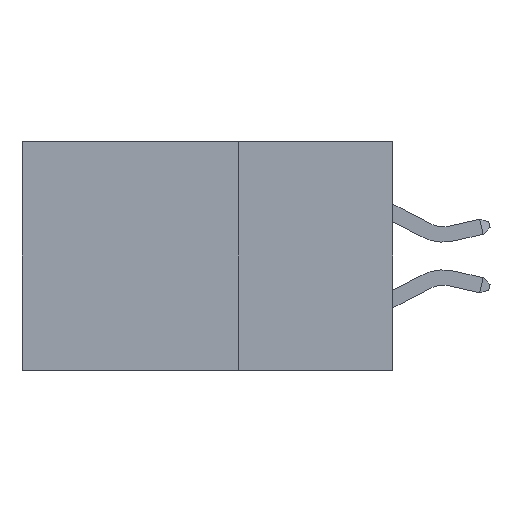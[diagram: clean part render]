
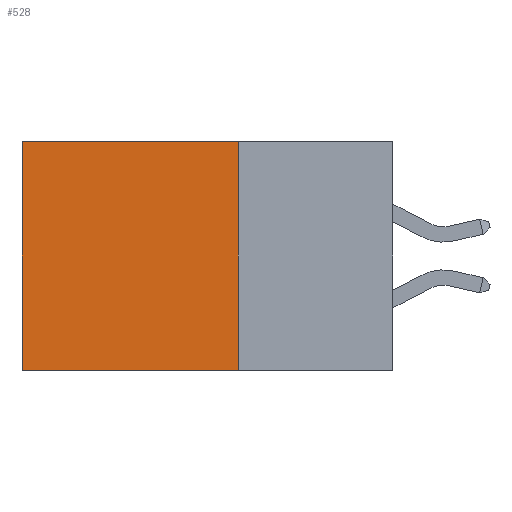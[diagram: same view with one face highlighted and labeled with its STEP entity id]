
A CAD part, left-side view. The second image highlights one B-rep face of the part: STEP entity #528.
In plain terms, the highlighted planar face has unit normal (-1, 0, 0).
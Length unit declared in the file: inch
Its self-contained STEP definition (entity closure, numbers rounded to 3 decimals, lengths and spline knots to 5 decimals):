
#528 = ADVANCED_FACE ( 'NONE', ( #24260 ), #8696, .F. ) ;
#3583 = EDGE_CURVE ( 'NONE', #34442, #35269, #18032, .T. ) ;
#3929 = CARTESIAN_POINT ( 'NONE',  ( 0.2875, 0.6, 0. ) ) ;
#4102 = LINE ( 'NONE', #23085, #23314 ) ;
#4682 = ORIENTED_EDGE ( 'NONE', *, *, #3583, .F. ) ;
#5575 = DIRECTION ( 'NONE',  ( 0., 1., 0. ) ) ;
#5679 = CARTESIAN_POINT ( 'NONE',  ( 0.2875, 0.25, 0. ) ) ;
#8696 = PLANE ( 'NONE',  #35130 ) ;
#9430 = CARTESIAN_POINT ( 'NONE',  ( 0.2875, 0.25, -0.37 ) ) ;
#10672 = CARTESIAN_POINT ( 'NONE',  ( 0.2875, 0.25, -0.37 ) ) ;
#11693 = VECTOR ( 'NONE', #29700, 39.37008 ) ;
#12009 = CARTESIAN_POINT ( 'NONE',  ( 0.2875, 0.25, 0. ) ) ;
#13502 = CARTESIAN_POINT ( 'NONE',  ( 0.2875, 0.6, 0. ) ) ;
#14290 = ORIENTED_EDGE ( 'NONE', *, *, #33809, .T. ) ;
#16362 = ORIENTED_EDGE ( 'NONE', *, *, #29934, .F. ) ;
#16934 = VERTEX_POINT ( 'NONE', #5679 ) ;
#18032 = LINE ( 'NONE', #10672, #26680 ) ;
#19227 = CARTESIAN_POINT ( 'NONE',  ( 0.2875, 0.6, -0.37 ) ) ;
#23085 = CARTESIAN_POINT ( 'NONE',  ( 0.2875, 0.25, 0. ) ) ;
#23314 = VECTOR ( 'NONE', #5575, 39.37008 ) ;
#23507 = CARTESIAN_POINT ( 'NONE',  ( 0.2875, 0.25, 0. ) ) ;
#24260 = FACE_OUTER_BOUND ( 'NONE', #27968, .T. ) ;
#24929 = DIRECTION ( 'NONE',  ( 0., 1., 0. ) ) ;
#25487 = VECTOR ( 'NONE', #29935, 39.37008 ) ;
#26680 = VECTOR ( 'NONE', #24929, 39.37008 ) ;
#27968 = EDGE_LOOP ( 'NONE', ( #35748, #4682, #16362, #14290 ) ) ;
#28543 = LINE ( 'NONE', #12009, #11693 ) ;
#29700 = DIRECTION ( 'NONE',  ( 0., 0., -1. ) ) ;
#29934 = EDGE_CURVE ( 'NONE', #16934, #34442, #28543, .T. ) ;
#29935 = DIRECTION ( 'NONE',  ( 0., 0., -1. ) ) ;
#30159 = VERTEX_POINT ( 'NONE', #13502 ) ;
#32003 = DIRECTION ( 'NONE',  ( 1., 0., 0. ) ) ;
#33809 = EDGE_CURVE ( 'NONE', #16934, #30159, #4102, .T. ) ;
#34442 = VERTEX_POINT ( 'NONE', #9430 ) ;
#34618 = EDGE_CURVE ( 'NONE', #30159, #35269, #35929, .T. ) ;
#35130 = AXIS2_PLACEMENT_3D ( 'NONE', #23507, #32003, #37697 ) ;
#35269 = VERTEX_POINT ( 'NONE', #19227 ) ;
#35748 = ORIENTED_EDGE ( 'NONE', *, *, #34618, .T. ) ;
#35929 = LINE ( 'NONE', #3929, #25487 ) ;
#37697 = DIRECTION ( 'NONE',  ( 0., 0., -1. ) ) ;
